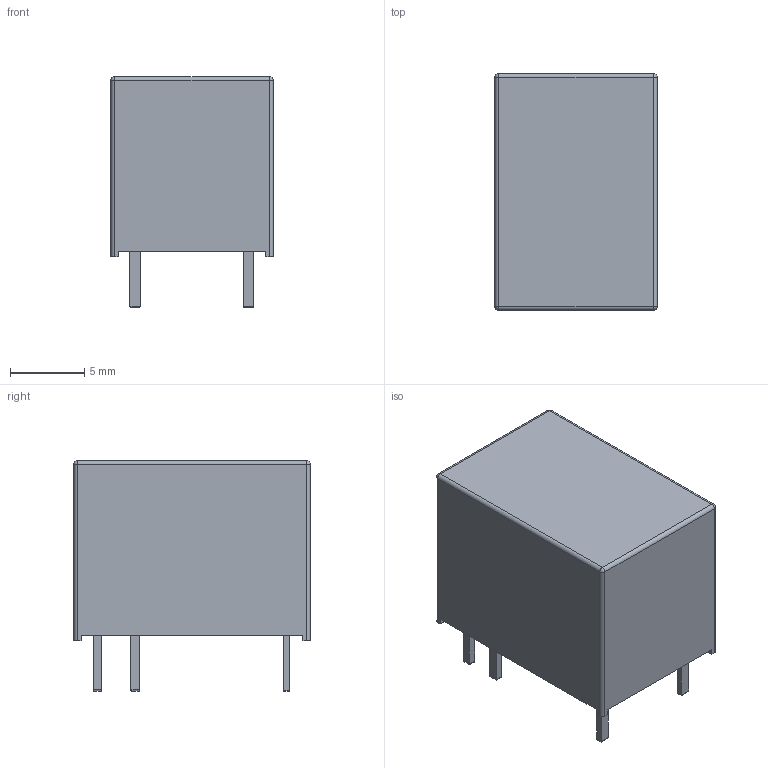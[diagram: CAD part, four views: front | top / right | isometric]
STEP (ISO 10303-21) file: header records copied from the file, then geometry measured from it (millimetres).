
FILE_DESCRIPTION(/* description */ ('model of Relay_SPDT_CUI_SR5'),/* implementation_level */ '2;1');
FILE_NAME(/* name */ 'Relay_SPDT_CUI_SR5.step',/* time_stamp */ '2024-05-10T20:54:57',/* author */ ('KiCAD','kicad'),/* organization */ ('OCCT'),/* preprocessor_version */ '',/* originating_system */ 'KiCAD',/* authorisation */ '');
FILE_SCHEMA(('AUTOMOTIVE_DESIGN { 1 0 10303 214 1 1 1 1 }'));
Length unit declared in the file: millimetre
Products named in the file (1): Relay_SPDT_CUI_SR5
Bounding box: 10.9 x 15.9 x 15.5 mm (x, y, z)
Volume: 2036.8 mm3; surface area: 1016.2 mm2
Topology: 1 solids, 1 shells, 84 faces, 196 edges, 116 vertices
Faces by surface type: plane 48, cylinder 32, sphere 4
Entity records: 3293 total; most frequent: DIRECTION 402, CARTESIAN_POINT 393, ORIENTED_EDGE 384, EDGE_CURVE 192, LINE 152, VECTOR 152, AXIS2_PLACEMENT_3D 125, VERTEX_POINT 116
